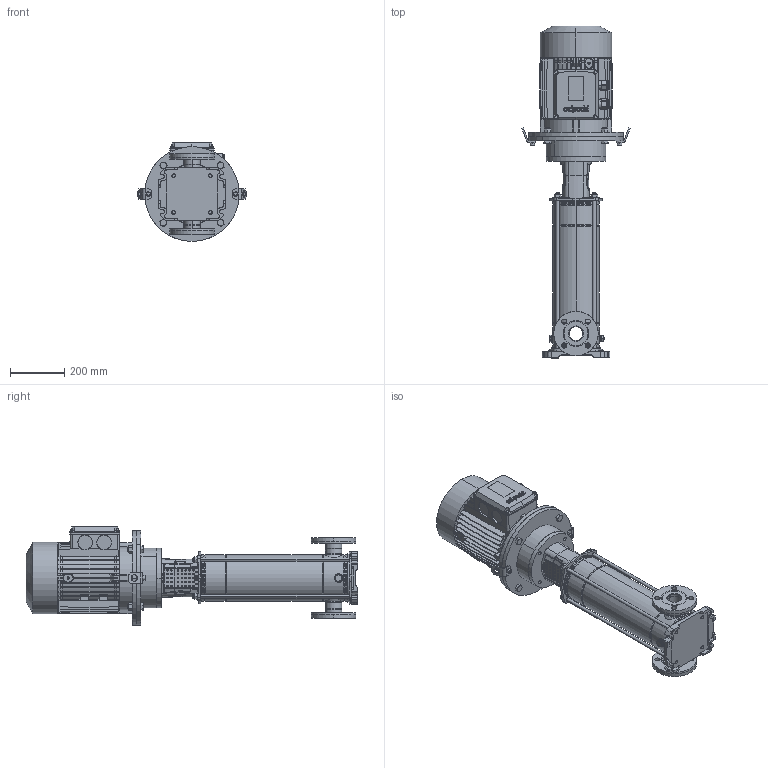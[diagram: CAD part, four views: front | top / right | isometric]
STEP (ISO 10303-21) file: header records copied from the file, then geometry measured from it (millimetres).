
FILE_DESCRIPTION (( 'STEP AP214' ), '1' );
FILE_NAME ('10007619swa01.step', '2023-01-26T11:03:31', ( '' ), ( '' ), 'SwSTEP 2.0', 'SolidWorks 2020', '' );
FILE_SCHEMA (( 'AUTOMOTIVE_DESIGN' ));
Length unit declared in the file: millimetre
Products named in the file (24): 10000006swn00_M14 A2-70; 10007544swa00; 10007576swa02_M132S VERT.; 10000023swn00_M16x50 6.8 ZINCATA; 4.92.211swp01; 3.92.268swp0.3_3_92_268 Tenuta Fissa; 10007568swp00_M132 B5-De350; 4.92.204swp03_VERSIONE MACCHINA UTENSILE; 3.92.277swp01_MXV 50-1508-50-2008 Sempl.; 3.92.244swp01_Semplificato; 4.92.027swp03_4_92_027_AISI304; 10000007swn00_M16 õ; 10000033swn00_M10x14 A2; 3.92.270swa01_MXV-B 50-15; 3.92.248swp01_3_92_248_Sempl.; 4.92.223swp03_M14 X 600; 10007619swa01; 10007572swp02_132S-R3 V1; 4.92.222swp04_DN50 semplificato; 4.92.226swp02; 4.92.212swp01; 10007431swp00_Falngia mot. 160; 4.92.224swp02; 10007670swn00_M32x1.5
Assembly tree (42 placements, depth 4):
  10007619swa01
    10007576swa02_M132S VERT.
      10007568swp00_M132 B5-De350
      10007572swp02_132S-R3 V1
      10007670swn00_M32x1.5  x2
    10007544swa00
      3.92.244swp01_Semplificato
      3.92.277swp01_MXV 50-1508-50-2008 Sempl.
      3.92.248swp01_3_92_248_Sempl.
      4.92.223swp03_M14 X 600  x4
      10007431swp00_Falngia mot. 160
      4.92.027swp03_4_92_027_AISI304
      10000006swn00_M14 A2-70  x4
      3.92.270swa01_MXV-B 50-15
        3.92.268swp0.3_3_92_268 Tenuta Fissa
        4.92.224swp02  x2
      4.92.204swp03_VERSIONE MACCHINA UTENSILE  x2
      4.92.222swp04_DN50 semplificato  x2
      4.92.212swp01
      4.92.226swp02  x2
      4.92.211swp01  x2
      10000033swn00_M10x14 A2  x2
    10000023swn00_M16x50 6.8 ZINCATA  x4
    10000007swn00_M16 õ  x4
Bounding box: 399.62 x 1228.1 x 365.2 mm (x, y, z)
Volume: 40721873 mm3; surface area: 2639972.4 mm2
Topology: 45 solids, 45 shells, 3491 faces, 8880 edges, 5644 vertices
Faces by surface type: plane 1523, cylinder 813, cone 711, bspline 297, torus 147
Entity records: 98661 total; most frequent: CARTESIAN_POINT 29365, ORIENTED_EDGE 14232, DIRECTION 13240, EDGE_CURVE 7116, AXIS2_PLACEMENT_3D 4683, VERTEX_POINT 4582, LINE 3874, VECTOR 3874
